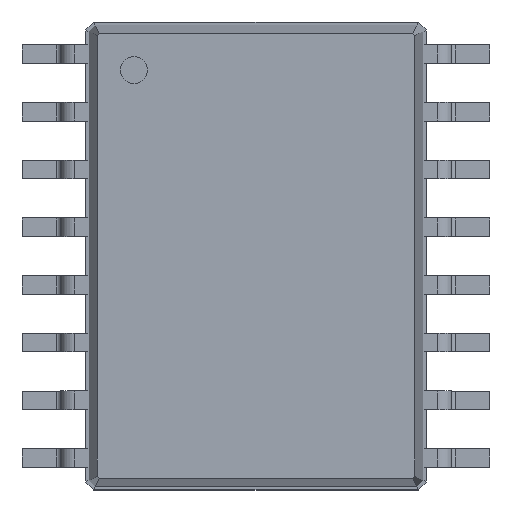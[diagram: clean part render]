
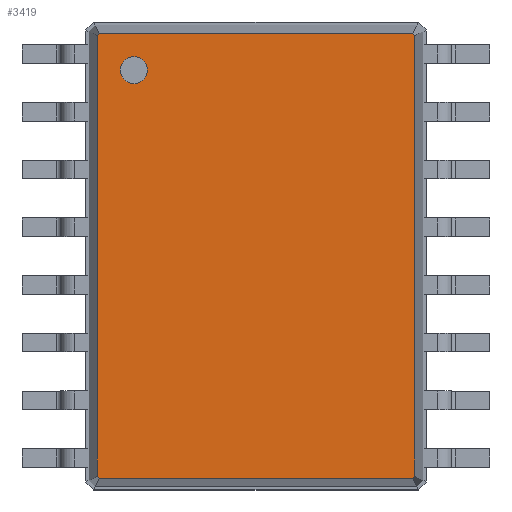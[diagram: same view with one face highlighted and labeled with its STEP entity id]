
A CAD part, top view. The second image highlights one B-rep face of the part: STEP entity #3419.
In plain terms, the highlighted planar face has unit normal (0, 0, 1).
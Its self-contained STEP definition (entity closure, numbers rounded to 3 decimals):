
#1430 = VERTEX_POINT('',#1431);
#1431 = CARTESIAN_POINT('',(-3.489,4.844,2.75));
#1436 = EDGE_CURVE('',#1437,#1430,#1439,.T.);
#1437 = VERTEX_POINT('',#1438);
#1438 = CARTESIAN_POINT('',(-3.489,-4.844,2.75));
#1439 = LINE('',#1440,#1441);
#1440 = CARTESIAN_POINT('',(-3.489,-4.844,2.75));
#1441 = VECTOR('',#1442,1.);
#1442 = DIRECTION('',(0.,1.,0.));
#3383 = EDGE_CURVE('',#3384,#1437,#3386,.T.);
#3384 = VERTEX_POINT('',#3385);
#3385 = CARTESIAN_POINT('',(-3.444,-4.889,2.75));
#3386 = LINE('',#3387,#3388);
#3387 = CARTESIAN_POINT('',(-3.444,-4.889,2.75));
#3388 = VECTOR('',#3389,1.);
#3389 = DIRECTION('',(-0.707,0.707,0.));
#3419 = ADVANCED_FACE('',(#3420,#3470),#3481,.T.);
#3420 = FACE_BOUND('',#3421,.T.);
#3421 = EDGE_LOOP('',(#3422,#3432,#3438,#3439,#3440,#3448,#3456,#3464));
#3422 = ORIENTED_EDGE('',*,*,#3423,.F.);
#3423 = EDGE_CURVE('',#3424,#3426,#3428,.T.);
#3424 = VERTEX_POINT('',#3425);
#3425 = CARTESIAN_POINT('',(-3.444,4.889,2.75));
#3426 = VERTEX_POINT('',#3427);
#3427 = CARTESIAN_POINT('',(3.444,4.889,2.75));
#3428 = LINE('',#3429,#3430);
#3429 = CARTESIAN_POINT('',(-3.444,4.889,2.75));
#3430 = VECTOR('',#3431,1.);
#3431 = DIRECTION('',(1.,0.,0.));
#3432 = ORIENTED_EDGE('',*,*,#3433,.F.);
#3433 = EDGE_CURVE('',#1430,#3424,#3434,.T.);
#3434 = LINE('',#3435,#3436);
#3435 = CARTESIAN_POINT('',(-3.489,4.844,2.75));
#3436 = VECTOR('',#3437,1.);
#3437 = DIRECTION('',(0.707,0.707,0.));
#3438 = ORIENTED_EDGE('',*,*,#1436,.F.);
#3439 = ORIENTED_EDGE('',*,*,#3383,.F.);
#3440 = ORIENTED_EDGE('',*,*,#3441,.F.);
#3441 = EDGE_CURVE('',#3442,#3384,#3444,.T.);
#3442 = VERTEX_POINT('',#3443);
#3443 = CARTESIAN_POINT('',(3.444,-4.889,2.75));
#3444 = LINE('',#3445,#3446);
#3445 = CARTESIAN_POINT('',(3.444,-4.889,2.75));
#3446 = VECTOR('',#3447,1.);
#3447 = DIRECTION('',(-1.,0.,0.));
#3448 = ORIENTED_EDGE('',*,*,#3449,.F.);
#3449 = EDGE_CURVE('',#3450,#3442,#3452,.T.);
#3450 = VERTEX_POINT('',#3451);
#3451 = CARTESIAN_POINT('',(3.489,-4.844,2.75));
#3452 = LINE('',#3453,#3454);
#3453 = CARTESIAN_POINT('',(3.489,-4.844,2.75));
#3454 = VECTOR('',#3455,1.);
#3455 = DIRECTION('',(-0.707,-0.707,0.));
#3456 = ORIENTED_EDGE('',*,*,#3457,.F.);
#3457 = EDGE_CURVE('',#3458,#3450,#3460,.T.);
#3458 = VERTEX_POINT('',#3459);
#3459 = CARTESIAN_POINT('',(3.489,4.844,2.75));
#3460 = LINE('',#3461,#3462);
#3461 = CARTESIAN_POINT('',(3.489,4.844,2.75));
#3462 = VECTOR('',#3463,1.);
#3463 = DIRECTION('',(0.,-1.,0.));
#3464 = ORIENTED_EDGE('',*,*,#3465,.F.);
#3465 = EDGE_CURVE('',#3426,#3458,#3466,.T.);
#3466 = LINE('',#3467,#3468);
#3467 = CARTESIAN_POINT('',(3.444,4.889,2.75));
#3468 = VECTOR('',#3469,1.);
#3469 = DIRECTION('',(0.707,-0.707,0.));
#3470 = FACE_BOUND('',#3471,.T.);
#3471 = EDGE_LOOP('',(#3472));
#3472 = ORIENTED_EDGE('',*,*,#3473,.F.);
#3473 = EDGE_CURVE('',#3474,#3474,#3476,.T.);
#3474 = VERTEX_POINT('',#3475);
#3475 = CARTESIAN_POINT('',(-2.689,3.789,2.75));
#3476 = CIRCLE('',#3477,0.3);
#3477 = AXIS2_PLACEMENT_3D('',#3478,#3479,#3480);
#3478 = CARTESIAN_POINT('',(-2.689,4.089,2.75));
#3479 = DIRECTION('',(0.,0.,1.));
#3480 = DIRECTION('',(0.,-1.,0.));
#3481 = PLANE('',#3482);
#3482 = AXIS2_PLACEMENT_3D('',#3483,#3484,#3485);
#3483 = CARTESIAN_POINT('',(-3.444,4.889,2.75));
#3484 = DIRECTION('',(0.,0.,1.));
#3485 = DIRECTION('',(0.576,-0.817,0.));
